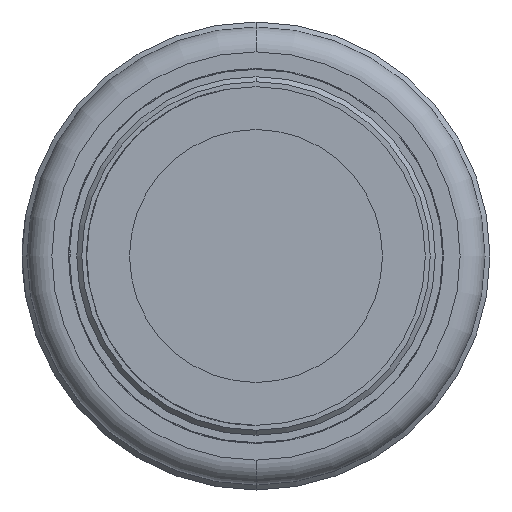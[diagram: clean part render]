
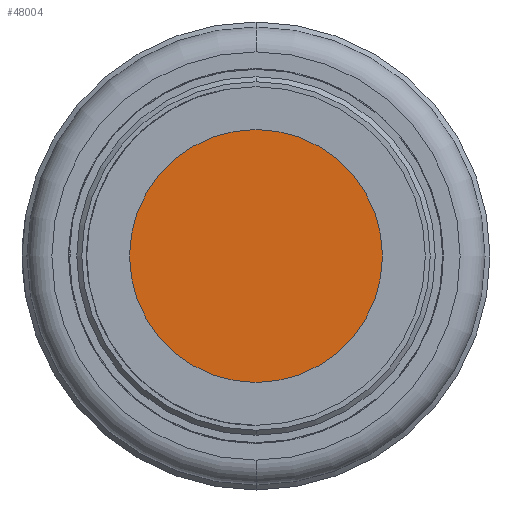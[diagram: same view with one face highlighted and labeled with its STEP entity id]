
A CAD part, left-side view. The second image highlights one B-rep face of the part: STEP entity #48004.
In plain terms, the highlighted planar face has unit normal (-1, 0, 0).
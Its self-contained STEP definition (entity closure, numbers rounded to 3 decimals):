
#714 = DIRECTION ( 'NONE',  ( 0., 0., 1. ) ) ;
#3357 = DIRECTION ( 'NONE',  ( -1., 0., 0. ) ) ;
#4367 = CARTESIAN_POINT ( 'NONE',  ( -76.81, 0., 0. ) ) ;
#4822 = DIRECTION ( 'NONE',  ( 0., 0., -1. ) ) ;
#5504 = EDGE_LOOP ( 'NONE', ( #39903, #36756 ) ) ;
#9756 = VERTEX_POINT ( 'NONE', #23545 ) ;
#11582 = CIRCLE ( 'NONE', #54238, 12.7 ) ;
#17021 = AXIS2_PLACEMENT_3D ( 'NONE', #25907, #3357, #43976 ) ;
#23545 = CARTESIAN_POINT ( 'NONE',  ( -76.81, 0., -12.7 ) ) ;
#25907 = CARTESIAN_POINT ( 'NONE',  ( -76.81, 0., 0. ) ) ;
#32732 = DIRECTION ( 'NONE',  ( 1., 0., 0. ) ) ;
#36756 = ORIENTED_EDGE ( 'NONE', *, *, #39970, .T. ) ;
#39903 = ORIENTED_EDGE ( 'NONE', *, *, #45471, .T. ) ;
#39970 = EDGE_CURVE ( 'Defeature ausgef�hrt1_588+Defeature ausgef�hrt1_587+Defeature ausgef�hrt1_587+Defeature ausgef�hrt1_587', #9756, #67310, #11582, .T. ) ;
#40600 = CARTESIAN_POINT ( 'NONE',  ( -76.81, 0., 12.7 ) ) ;
#43976 = DIRECTION ( 'NONE',  ( 0., 0., 1. ) ) ;
#45471 = EDGE_CURVE ( 'Defeature ausgef�hrt1_588+Defeature ausgef�hrt1_587+Defeature ausgef�hrt1_587+Defeature ausgef�hrt1_587', #67310, #9756, #54865, .T. ) ;
#48004 = ADVANCED_FACE ( 'Defeature ausgef�hrt1_588', ( #56404 ), #66375, .F. ) ;
#54238 = AXIS2_PLACEMENT_3D ( 'NONE', #4367, #54967, #714 ) ;
#54865 = CIRCLE ( 'NONE', #17021, 12.7 ) ;
#54967 = DIRECTION ( 'NONE',  ( -1., 0., 0. ) ) ;
#56404 = FACE_OUTER_BOUND ( 'NONE', #5504, .T. ) ;
#66128 = CARTESIAN_POINT ( 'NONE',  ( -76.81, 12.7, 0. ) ) ;
#66375 = PLANE ( 'NONE',  #66585 ) ;
#66585 = AXIS2_PLACEMENT_3D ( 'NONE', #66128, #32732, #4822 ) ;
#67310 = VERTEX_POINT ( 'NONE', #40600 ) ;
